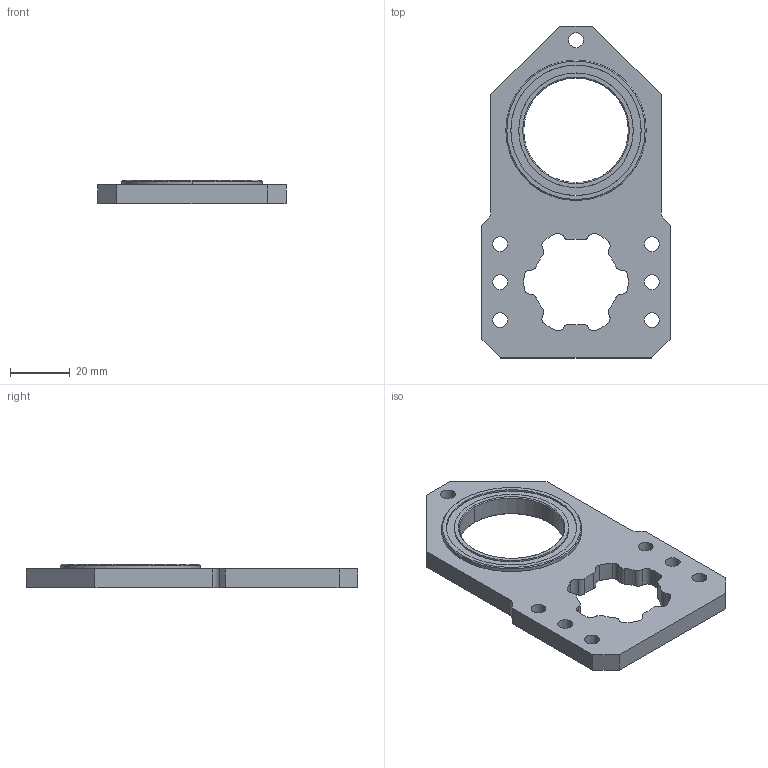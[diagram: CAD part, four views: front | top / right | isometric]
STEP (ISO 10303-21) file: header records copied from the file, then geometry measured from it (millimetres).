
FILE_DESCRIPTION (( 'STEP AP203' ), '1' );
FILE_NAME ('REV-21-3300.STEP', '2024-01-02T22:50:29', ( '' ), ( '' ), 'SwSTEP 2.0', 'SolidWorks 2022', '' );
FILE_SCHEMA (( 'CONFIG_CONTROL_DESIGN' ));
Length unit declared in the file: inch
Products named in the file (3): REV-21-3300; REV-21-3300-P01; 6807ZZ
Assembly tree (2 placements, depth 2):
  REV-21-3300
    REV-21-3300-P01
    6807ZZ
Bounding box: 62.99 x 111.12 x 7.85 mm (x, y, z)
Volume: 25108.4 mm3; surface area: 18410.9 mm2
Topology: 24 solids, 24 shells, 156 faces, 436 edges, 291 vertices
Faces by surface type: cylinder 81, sphere 38, plane 23, cone 8, torus 6
Entity records: 4740 total; most frequent: DIRECTION 879, CARTESIAN_POINT 736, ORIENTED_EDGE 682, AXIS2_PLACEMENT_3D 377, EDGE_CURVE 341, VERTEX_POINT 234, CIRCLE 216, EDGE_LOOP 183
